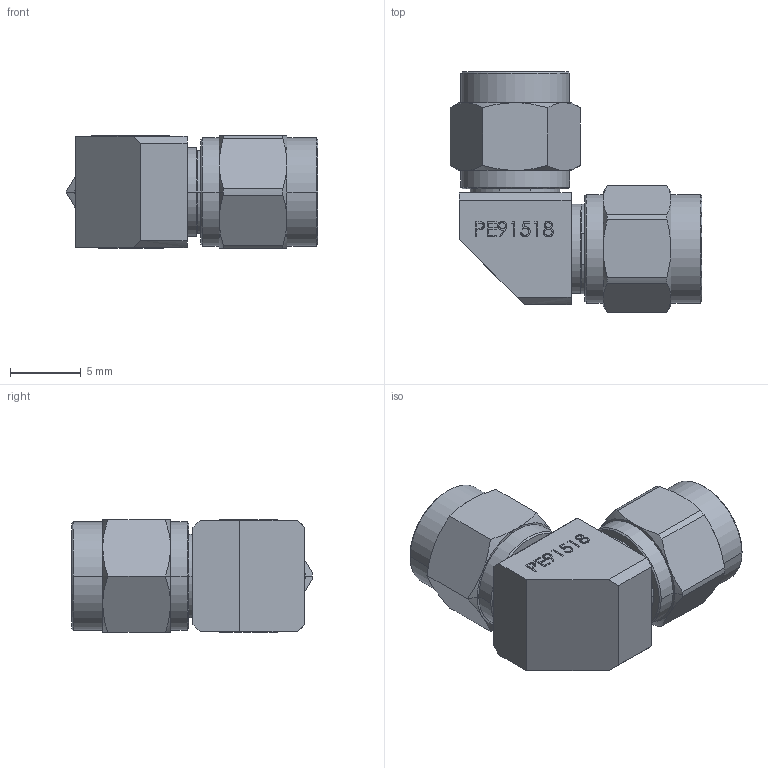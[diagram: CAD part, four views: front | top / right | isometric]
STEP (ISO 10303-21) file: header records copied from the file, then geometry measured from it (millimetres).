
FILE_DESCRIPTION (( 'STEP AP203' ), '1' );
FILE_NAME ('PE91518.STEP', '2021-05-05T11:30:28', ( '' ), ( '' ), 'SwSTEP 2.0', 'SolidWorks 2020', '' );
FILE_SCHEMA (( 'CONFIG_CONTROL_DESIGN' ));
Length unit declared in the file: inch
Products named in the file (6): ALS-1853-TOP-248.stp; Part6^PE91518; PE91518; als-1853-243.stp; ALS-243-RIGHT.stp; ALS-248-248-12-2.stp
Assembly tree (5 placements, depth 3):
  PE91518
    als-1853-243.stp
      ALS-248-248-12-2.stp
      ALS-243-RIGHT.stp
      ALS-1853-TOP-248.stp
    Part6^PE91518
Bounding box: 17.86 x 17.06 x 8 mm (x, y, z)
Volume: 1266.5 mm3; surface area: 1036.2 mm2
Topology: 10 solids, 10 shells, 215 faces, 513 edges, 328 vertices
Faces by surface type: plane 96, cone 40, bspline 40, cylinder 36, torus 3
Entity records: 9302 total; most frequent: CARTESIAN_POINT 3951, ORIENTED_EDGE 1026, DIRECTION 868, EDGE_CURVE 513, VERTEX_POINT 328, AXIS2_PLACEMENT_3D 305, VECTOR 258, LINE 258
